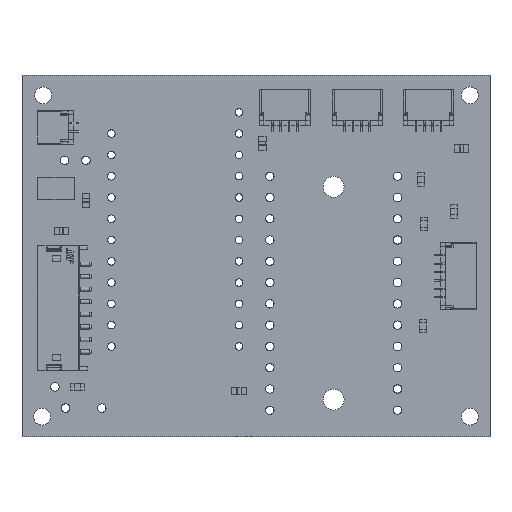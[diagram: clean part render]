
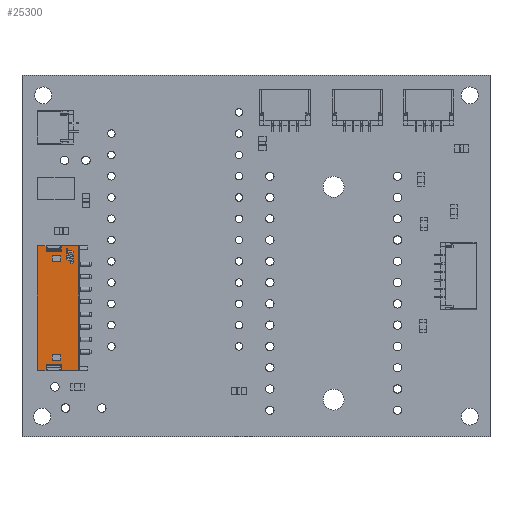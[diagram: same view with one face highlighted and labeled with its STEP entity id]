
A CAD part, top view. The second image highlights one B-rep face of the part: STEP entity #25300.
In plain terms, the highlighted face is planar.
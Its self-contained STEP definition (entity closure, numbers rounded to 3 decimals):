
#23720 = VERTEX_POINT('',#23721);
#23721 = CARTESIAN_POINT('',(-5.94,3.7,5.94));
#23728 = EDGE_CURVE('',#23720,#23729,#23731,.T.);
#23729 = VERTEX_POINT('',#23730);
#23730 = CARTESIAN_POINT('',(-5.94,3.7,4.96));
#23731 = LINE('',#23732,#23733);
#23732 = CARTESIAN_POINT('',(-5.94,3.7,6.));
#23733 = VECTOR('',#23734,1.);
#23734 = DIRECTION('',(0.,0.,-1.));
#23776 = EDGE_CURVE('',#23729,#23777,#23779,.T.);
#23777 = VERTEX_POINT('',#23778);
#23778 = CARTESIAN_POINT('',(-5.29,3.7,4.96));
#23779 = LINE('',#23780,#23781);
#23780 = CARTESIAN_POINT('',(1.5,3.7,4.96));
#23781 = VECTOR('',#23782,1.);
#23782 = DIRECTION('',(1.,0.,0.));
#23808 = EDGE_CURVE('',#23777,#23809,#23811,.T.);
#23809 = VERTEX_POINT('',#23810);
#23810 = CARTESIAN_POINT('',(-5.29,3.7,3.14));
#23811 = LINE('',#23812,#23813);
#23812 = CARTESIAN_POINT('',(-5.29,3.7,4.6));
#23813 = VECTOR('',#23814,1.);
#23814 = DIRECTION('',(0.,0.,-1.));
#23831 = EDGE_CURVE('',#23809,#23832,#23834,.T.);
#23832 = VERTEX_POINT('',#23833);
#23833 = CARTESIAN_POINT('',(-5.94,3.7,3.14));
#23834 = LINE('',#23835,#23836);
#23835 = CARTESIAN_POINT('',(1.5,3.7,3.14));
#23836 = VECTOR('',#23837,1.);
#23837 = DIRECTION('',(-1.,0.,0.));
#23919 = EDGE_CURVE('',#23832,#23920,#23922,.T.);
#23920 = VERTEX_POINT('',#23921);
#23921 = CARTESIAN_POINT('',(-5.94,3.7,1.06));
#23922 = LINE('',#23923,#23924);
#23923 = CARTESIAN_POINT('',(-5.94,3.7,6.));
#23924 = VECTOR('',#23925,1.);
#23925 = DIRECTION('',(0.,0.,-1.));
#24244 = EDGE_CURVE('',#23920,#24245,#24247,.T.);
#24245 = VERTEX_POINT('',#24246);
#24246 = CARTESIAN_POINT('',(8.94,3.7,1.06));
#24247 = LINE('',#24248,#24249);
#24248 = CARTESIAN_POINT('',(6.,3.7,1.06));
#24249 = VECTOR('',#24250,1.);
#24250 = DIRECTION('',(1.,0.,0.));
#24271 = VERTEX_POINT('',#24272);
#24272 = CARTESIAN_POINT('',(8.94,3.7,5.94));
#24279 = EDGE_CURVE('',#24271,#23720,#24280,.T.);
#24280 = LINE('',#24281,#24282);
#24281 = CARTESIAN_POINT('',(9.,3.7,5.94));
#24282 = VECTOR('',#24283,1.);
#24283 = DIRECTION('',(-1.,0.,0.));
#24812 = VERTEX_POINT('',#24813);
#24813 = CARTESIAN_POINT('',(8.94,3.7,4.96));
#24878 = VERTEX_POINT('',#24879);
#24879 = CARTESIAN_POINT('',(8.94,3.7,3.14));
#25002 = EDGE_CURVE('',#24245,#24878,#25003,.T.);
#25003 = LINE('',#25004,#25005);
#25004 = CARTESIAN_POINT('',(8.94,3.7,6.));
#25005 = VECTOR('',#25006,1.);
#25006 = DIRECTION('',(0.,0.,1.));
#25032 = EDGE_CURVE('',#24878,#25033,#25035,.T.);
#25033 = VERTEX_POINT('',#25034);
#25034 = CARTESIAN_POINT('',(8.29,3.7,3.14));
#25035 = LINE('',#25036,#25037);
#25036 = CARTESIAN_POINT('',(9.,3.7,3.14));
#25037 = VECTOR('',#25038,1.);
#25038 = DIRECTION('',(-1.,0.,0.));
#25096 = EDGE_CURVE('',#25033,#25097,#25099,.T.);
#25097 = VERTEX_POINT('',#25098);
#25098 = CARTESIAN_POINT('',(8.29,3.7,4.96));
#25099 = LINE('',#25100,#25101);
#25100 = CARTESIAN_POINT('',(8.29,3.7,4.6));
#25101 = VECTOR('',#25102,1.);
#25102 = DIRECTION('',(0.,0.,1.));
#25141 = EDGE_CURVE('',#25097,#24812,#25142,.T.);
#25142 = LINE('',#25143,#25144);
#25143 = CARTESIAN_POINT('',(9.,3.7,4.96));
#25144 = VECTOR('',#25145,1.);
#25145 = DIRECTION('',(1.,0.,0.));
#25171 = EDGE_CURVE('',#24812,#24271,#25172,.T.);
#25172 = LINE('',#25173,#25174);
#25173 = CARTESIAN_POINT('',(8.94,3.7,6.));
#25174 = VECTOR('',#25175,1.);
#25175 = DIRECTION('',(0.,0.,1.));
#25300 = ADVANCED_FACE('',(#25301,#25315,#25349),#25383,.F.);
#25301 = FACE_BOUND('',#25302,.T.);
#25302 = EDGE_LOOP('',(#25303,#25304,#25305,#25306,#25307,#25308,#25309,
    #25310,#25311,#25312,#25313,#25314));
#25303 = ORIENTED_EDGE('',*,*,#23728,.F.);
#25304 = ORIENTED_EDGE('',*,*,#24279,.F.);
#25305 = ORIENTED_EDGE('',*,*,#25171,.F.);
#25306 = ORIENTED_EDGE('',*,*,#25141,.F.);
#25307 = ORIENTED_EDGE('',*,*,#25096,.F.);
#25308 = ORIENTED_EDGE('',*,*,#25032,.F.);
#25309 = ORIENTED_EDGE('',*,*,#25002,.F.);
#25310 = ORIENTED_EDGE('',*,*,#24244,.F.);
#25311 = ORIENTED_EDGE('',*,*,#23919,.F.);
#25312 = ORIENTED_EDGE('',*,*,#23831,.F.);
#25313 = ORIENTED_EDGE('',*,*,#23808,.F.);
#25314 = ORIENTED_EDGE('',*,*,#23776,.F.);
#25315 = FACE_BOUND('',#25316,.T.);
#25316 = EDGE_LOOP('',(#25317,#25327,#25335,#25343));
#25317 = ORIENTED_EDGE('',*,*,#25318,.F.);
#25318 = EDGE_CURVE('',#25319,#25321,#25323,.T.);
#25319 = VERTEX_POINT('',#25320);
#25320 = CARTESIAN_POINT('',(-4.05,3.7,3.2));
#25321 = VERTEX_POINT('',#25322);
#25322 = CARTESIAN_POINT('',(-4.75,3.7,3.2));
#25323 = LINE('',#25324,#25325);
#25324 = CARTESIAN_POINT('',(9.,3.7,3.2));
#25325 = VECTOR('',#25326,1.);
#25326 = DIRECTION('',(-1.,0.,0.));
#25327 = ORIENTED_EDGE('',*,*,#25328,.F.);
#25328 = EDGE_CURVE('',#25329,#25319,#25331,.T.);
#25329 = VERTEX_POINT('',#25330);
#25330 = CARTESIAN_POINT('',(-4.05,3.7,4.2));
#25331 = LINE('',#25332,#25333);
#25332 = CARTESIAN_POINT('',(-4.05,3.7,6.));
#25333 = VECTOR('',#25334,1.);
#25334 = DIRECTION('',(0.,0.,-1.));
#25335 = ORIENTED_EDGE('',*,*,#25336,.F.);
#25336 = EDGE_CURVE('',#25337,#25329,#25339,.T.);
#25337 = VERTEX_POINT('',#25338);
#25338 = CARTESIAN_POINT('',(-4.75,3.7,4.2));
#25339 = LINE('',#25340,#25341);
#25340 = CARTESIAN_POINT('',(9.,3.7,4.2));
#25341 = VECTOR('',#25342,1.);
#25342 = DIRECTION('',(1.,0.,0.));
#25343 = ORIENTED_EDGE('',*,*,#25344,.F.);
#25344 = EDGE_CURVE('',#25321,#25337,#25345,.T.);
#25345 = LINE('',#25346,#25347);
#25346 = CARTESIAN_POINT('',(-4.75,3.7,6.));
#25347 = VECTOR('',#25348,1.);
#25348 = DIRECTION('',(0.,0.,1.));
#25349 = FACE_BOUND('',#25350,.T.);
#25350 = EDGE_LOOP('',(#25351,#25361,#25369,#25377));
#25351 = ORIENTED_EDGE('',*,*,#25352,.F.);
#25352 = EDGE_CURVE('',#25353,#25355,#25357,.T.);
#25353 = VERTEX_POINT('',#25354);
#25354 = CARTESIAN_POINT('',(7.75,3.7,4.2));
#25355 = VERTEX_POINT('',#25356);
#25356 = CARTESIAN_POINT('',(7.75,3.7,3.2));
#25357 = LINE('',#25358,#25359);
#25358 = CARTESIAN_POINT('',(7.75,3.7,6.));
#25359 = VECTOR('',#25360,1.);
#25360 = DIRECTION('',(0.,0.,-1.));
#25361 = ORIENTED_EDGE('',*,*,#25362,.F.);
#25362 = EDGE_CURVE('',#25363,#25353,#25365,.T.);
#25363 = VERTEX_POINT('',#25364);
#25364 = CARTESIAN_POINT('',(7.05,3.7,4.2));
#25365 = LINE('',#25366,#25367);
#25366 = CARTESIAN_POINT('',(9.,3.7,4.2));
#25367 = VECTOR('',#25368,1.);
#25368 = DIRECTION('',(1.,0.,0.));
#25369 = ORIENTED_EDGE('',*,*,#25370,.F.);
#25370 = EDGE_CURVE('',#25371,#25363,#25373,.T.);
#25371 = VERTEX_POINT('',#25372);
#25372 = CARTESIAN_POINT('',(7.05,3.7,3.2));
#25373 = LINE('',#25374,#25375);
#25374 = CARTESIAN_POINT('',(7.05,3.7,6.));
#25375 = VECTOR('',#25376,1.);
#25376 = DIRECTION('',(0.,0.,1.));
#25377 = ORIENTED_EDGE('',*,*,#25378,.F.);
#25378 = EDGE_CURVE('',#25355,#25371,#25379,.T.);
#25379 = LINE('',#25380,#25381);
#25380 = CARTESIAN_POINT('',(9.,3.7,3.2));
#25381 = VECTOR('',#25382,1.);
#25382 = DIRECTION('',(-1.,0.,0.));
#25383 = PLANE('',#25384);
#25384 = AXIS2_PLACEMENT_3D('',#25385,#25386,#25387);
#25385 = CARTESIAN_POINT('',(9.,3.7,6.));
#25386 = DIRECTION('',(0.,-1.,0.));
#25387 = DIRECTION('',(0.,0.,-1.));
